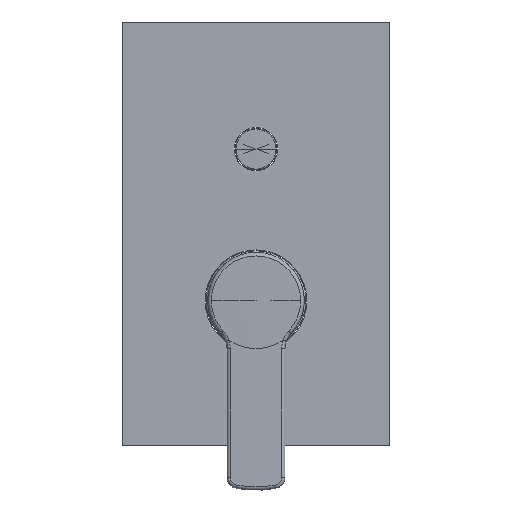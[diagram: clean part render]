
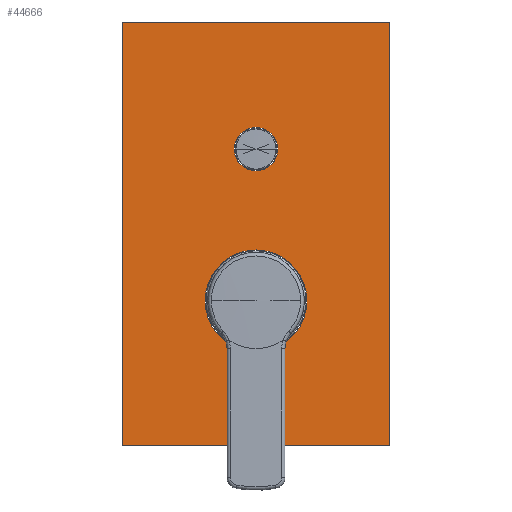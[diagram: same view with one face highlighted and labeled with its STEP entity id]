
A CAD part, top view. The second image highlights one B-rep face of the part: STEP entity #44666.
In plain terms, the highlighted planar face has unit normal (0, 0, 1).
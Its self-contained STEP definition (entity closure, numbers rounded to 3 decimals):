
#44471=DIRECTION('',(0.,1.,0.));
#44472=VECTOR('',#44471,190.);
#44473=CARTESIAN_POINT('',(60.,-65.,52.7));
#44474=LINE('',#44473,#44472);
#44475=DIRECTION('',(1.,0.,0.));
#44476=VECTOR('',#44475,120.);
#44477=CARTESIAN_POINT('',(-60.,-65.,52.7));
#44478=LINE('',#44477,#44476);
#44479=DIRECTION('',(0.,-1.,0.));
#44480=VECTOR('',#44479,190.);
#44481=CARTESIAN_POINT('',(-60.,125.,52.7));
#44482=LINE('',#44481,#44480);
#44483=DIRECTION('',(-1.,0.,0.));
#44484=VECTOR('',#44483,120.);
#44485=CARTESIAN_POINT('',(60.,125.,52.7));
#44486=LINE('',#44485,#44484);
#44487=CARTESIAN_POINT('',(0.,0.,52.7));
#44488=DIRECTION('',(0.,0.,-1.));
#44489=DIRECTION('',(-1.,0.,0.));
#44490=AXIS2_PLACEMENT_3D('',#44487,#44488,#44489);
#44492=CARTESIAN_POINT('',(0.,0.,52.7));
#44493=DIRECTION('',(0.,0.,-1.));
#44494=DIRECTION('',(1.,0.,0.));
#44495=AXIS2_PLACEMENT_3D('',#44492,#44493,#44494);
#44497=CARTESIAN_POINT('',(0.,68.,52.7));
#44498=DIRECTION('',(0.,0.,-1.));
#44499=DIRECTION('',(-1.,0.,0.));
#44500=AXIS2_PLACEMENT_3D('',#44497,#44498,#44499);
#44502=CARTESIAN_POINT('',(0.,68.,52.7));
#44503=DIRECTION('',(0.,0.,-1.));
#44504=DIRECTION('',(1.,0.,0.));
#44505=AXIS2_PLACEMENT_3D('',#44502,#44503,#44504);
#44547=CARTESIAN_POINT('',(-22.8,0.,52.7));
#44548=CARTESIAN_POINT('',(22.8,0.,52.7));
#44549=VERTEX_POINT('',#44547);
#44550=VERTEX_POINT('',#44548);
#44551=CARTESIAN_POINT('',(-9.75,68.,52.7));
#44552=CARTESIAN_POINT('',(9.75,68.,52.7));
#44553=VERTEX_POINT('',#44551);
#44554=VERTEX_POINT('',#44552);
#44555=CARTESIAN_POINT('',(60.,-65.,52.7));
#44556=CARTESIAN_POINT('',(60.,125.,52.7));
#44557=VERTEX_POINT('',#44555);
#44558=VERTEX_POINT('',#44556);
#44559=CARTESIAN_POINT('',(-60.,125.,52.7));
#44560=VERTEX_POINT('',#44559);
#44561=CARTESIAN_POINT('',(-60.,-65.,52.7));
#44562=VERTEX_POINT('',#44561);
#44641=CARTESIAN_POINT('',(0.,30.,52.7));
#44642=DIRECTION('',(0.,0.,1.));
#44643=DIRECTION('',(-1.,0.,0.));
#44644=AXIS2_PLACEMENT_3D('',#44641,#44642,#44643);
#44645=PLANE('',#44644);
#44646=ORIENTED_EDGE('',*,*,#44627,.F.);
#44647=ORIENTED_EDGE('',*,*,#44572,.F.);
#44649=ORIENTED_EDGE('',*,*,#44648,.F.);
#44651=ORIENTED_EDGE('',*,*,#44650,.F.);
#44652=EDGE_LOOP('',(#44646,#44647,#44649,#44651));
#44653=FACE_OUTER_BOUND('',#44652,.F.);
#44655=ORIENTED_EDGE('',*,*,#44654,.F.);
#44657=ORIENTED_EDGE('',*,*,#44656,.F.);
#44658=EDGE_LOOP('',(#44655,#44657));
#44659=FACE_BOUND('',#44658,.F.);
#44661=ORIENTED_EDGE('',*,*,#44660,.F.);
#44663=ORIENTED_EDGE('',*,*,#44662,.F.);
#44664=EDGE_LOOP('',(#44661,#44663));
#44665=FACE_BOUND('',#44664,.F.);
#44666=ADVANCED_FACE('',(#44653,#44659,#44665),#44645,.T.);
#44491=CIRCLE('',#44490,22.8);
#44496=CIRCLE('',#44495,22.8);
#44501=CIRCLE('',#44500,9.75);
#44506=CIRCLE('',#44505,9.75);
#44572=EDGE_CURVE('',#44562,#44557,#44478,.T.);
#44627=EDGE_CURVE('',#44557,#44558,#44474,.T.);
#44648=EDGE_CURVE('',#44560,#44562,#44482,.T.);
#44650=EDGE_CURVE('',#44558,#44560,#44486,.T.);
#44654=EDGE_CURVE('',#44549,#44550,#44491,.T.);
#44656=EDGE_CURVE('',#44550,#44549,#44496,.T.);
#44660=EDGE_CURVE('',#44553,#44554,#44501,.T.);
#44662=EDGE_CURVE('',#44554,#44553,#44506,.T.);
